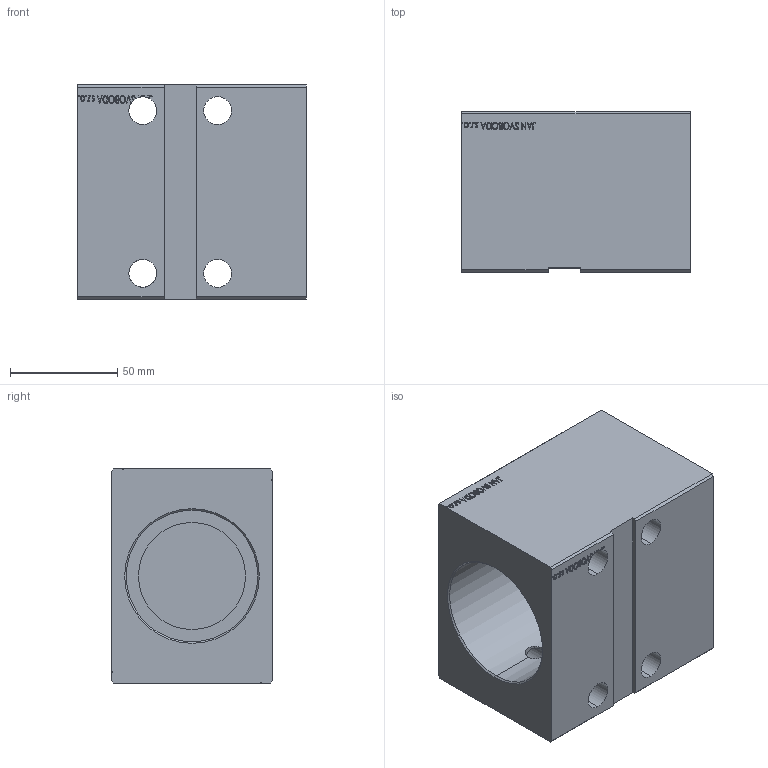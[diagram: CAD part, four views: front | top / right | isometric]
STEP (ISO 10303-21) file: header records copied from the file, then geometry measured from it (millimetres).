
FILE_DESCRIPTION (( 'STEP AP203' ), '1' );
FILE_NAME ('3bc5.STEP', '2022-04-07T14:57:14', ( '' ), ( '' ), 'SwSTEP 2.0', 'SolidWorks 2019', '' );
FILE_SCHEMA (( 'CONFIG_CONTROL_DESIGN' ));
Length unit declared in the file: millimetre
Products named in the file (1): 3bc5
Bounding box: 107 x 75 x 100 mm (x, y, z)
Volume: 494333.2 mm3; surface area: 81869.6 mm2
Topology: 1 solids, 1 shells, 769 faces, 2033 edges, 1354 vertices
Faces by surface type: plane 372, bspline 368, cylinder 27, cone 2
Entity records: 40942 total; most frequent: CARTESIAN_POINT 24239, ORIENTED_EDGE 4066, DIRECTION 2171, EDGE_CURVE 2033, VERTEX_POINT 1354, LINE 1207, VECTOR 1207, EDGE_LOOP 869
